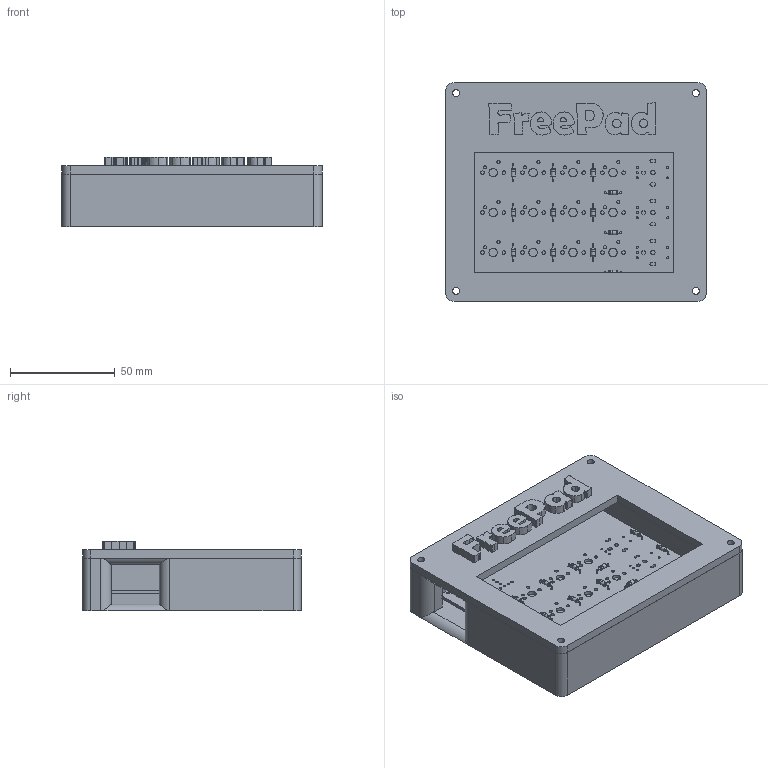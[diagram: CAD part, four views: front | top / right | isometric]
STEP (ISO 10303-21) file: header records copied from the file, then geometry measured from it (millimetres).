
FILE_DESCRIPTION(/* description */ (''),/* implementation_level */ '2;1');
FILE_NAME(/* name */ 'FreePad.step',/* time_stamp */ '2025-07-20T16:55:30+01:00',/* author */ (''),/* organization */ (''),/* preprocessor_version */ 'ST-DEVELOPER v20.1',/* originating_system */ 'Autodesk Translation Framework v14.10.0.0',/* authorisation */ '');
FILE_SCHEMA (('AUTOMOTIVE_DESIGN { 1 0 10303 214 3 1 1 }'));
Length unit declared in the file: millimetre
Products named in the file (6): 2025-07-20-16-26-51-979; 2025-07-17-19-17-38-226; FreePad PCB 1; FreePad_PCB; D_DO-35_SOD27_P7.62mm_Horizontal; 2025-07-17-20-35-21-686
Assembly tree (19 placements, depth 3):
  2025-07-20-16-26-51-979
    2025-07-17-19-17-38-226
    FreePad PCB 1
      D_DO-35_SOD27_P7.62mm_Horizontal  x15
      FreePad_PCB
    2025-07-17-20-35-21-686
Bounding box: 124.3 x 104.4 x 33.06 mm (x, y, z)
Volume: 167628.1 mm3; surface area: 85373.5 mm2
Topology: 33 solids, 33 shells, 683 faces, 1694 edges, 1118 vertices
Faces by surface type: cylinder 263, bspline 197, plane 163, torus 60
Full cylindrical faces by diameter (mm): 0.5 x45, 0.8 x30, 1 x15, 1.092 x27, 1.5 x24, 1.7 x24, 2 x30, 2.02 x15, 2.1 x3, 3.4 x8, 4 x12
Entity records: 17903 total; most frequent: CARTESIAN_POINT 6073, ORIENTED_EDGE 2604, DIRECTION 1839, EDGE_CURVE 1302, VERTEX_POINT 866, EDGE_LOOP 780, AXIS2_PLACEMENT_3D 651, LINE 537
